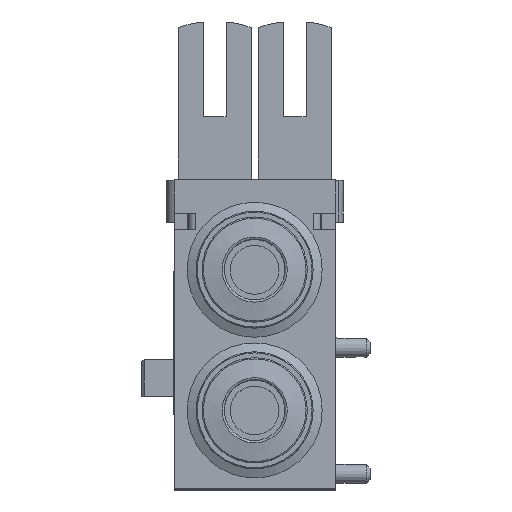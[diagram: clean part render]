
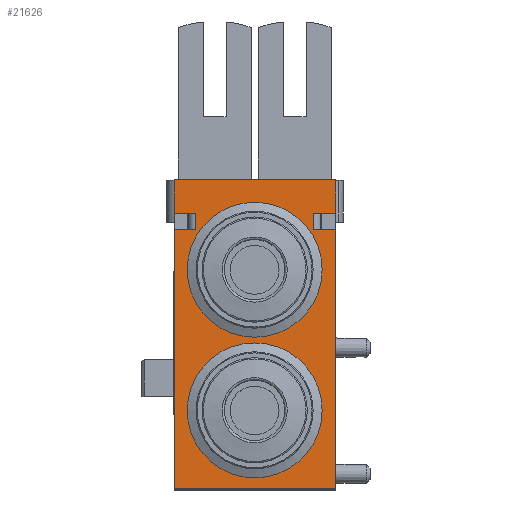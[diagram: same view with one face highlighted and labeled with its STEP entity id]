
A CAD part, top view. The second image highlights one B-rep face of the part: STEP entity #21626.
In plain terms, the highlighted planar face has unit normal (0, 0, 1).
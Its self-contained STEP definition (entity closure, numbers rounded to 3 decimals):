
#831=ORIENTED_EDGE('',*,*,#7051,.F.);
#832=ORIENTED_EDGE('',*,*,#7052,.F.);
#833=ORIENTED_EDGE('',*,*,#7053,.F.);
#834=ORIENTED_EDGE('',*,*,#7054,.F.);
#835=ORIENTED_EDGE('',*,*,#7055,.F.);
#836=ORIENTED_EDGE('',*,*,#7056,.F.);
#837=ORIENTED_EDGE('',*,*,#6851,.T.);
#838=ORIENTED_EDGE('',*,*,#7057,.T.);
#839=ORIENTED_EDGE('',*,*,#7058,.F.);
#840=ORIENTED_EDGE('',*,*,#7059,.F.);
#841=ORIENTED_EDGE('',*,*,#6870,.T.);
#842=ORIENTED_EDGE('',*,*,#7031,.F.);
#843=ORIENTED_EDGE('',*,*,#6891,.F.);
#844=ORIENTED_EDGE('',*,*,#7060,.F.);
#845=ORIENTED_EDGE('',*,*,#7061,.T.);
#846=ORIENTED_EDGE('',*,*,#7062,.T.);
#847=ORIENTED_EDGE('',*,*,#6910,.F.);
#848=ORIENTED_EDGE('',*,*,#7046,.T.);
#849=ORIENTED_EDGE('',*,*,#7063,.F.);
#850=ORIENTED_EDGE('',*,*,#7064,.F.);
#851=ORIENTED_EDGE('',*,*,#7065,.F.);
#852=ORIENTED_EDGE('',*,*,#7066,.F.);
#853=ORIENTED_EDGE('',*,*,#7067,.F.);
#854=ORIENTED_EDGE('',*,*,#7068,.F.);
#6851=EDGE_CURVE('',#9977,#9976,#11950,.T.);
#6870=EDGE_CURVE('',#9966,#9994,#11969,.T.);
#6891=EDGE_CURVE('',#10015,#10016,#11978,.T.);
#6910=EDGE_CURVE('',#10033,#10034,#11997,.T.);
#7031=EDGE_CURVE('',#10016,#9994,#12100,.T.);
#7046=EDGE_CURVE('',#10033,#9977,#12109,.T.);
#7051=EDGE_CURVE('',#10139,#10140,#12114,.T.);
#7052=EDGE_CURVE('',#10141,#10139,#12115,.T.);
#7053=EDGE_CURVE('',#10142,#10141,#12116,.T.);
#7054=EDGE_CURVE('',#10143,#10142,#12117,.T.);
#7055=EDGE_CURVE('',#10144,#10143,#12118,.T.);
#7056=EDGE_CURVE('',#10140,#10144,#12119,.T.);
#7057=EDGE_CURVE('',#9976,#10145,#12120,.T.);
#7058=EDGE_CURVE('',#10146,#10145,#12121,.T.);
#7059=EDGE_CURVE('',#9966,#10146,#12122,.T.);
#7060=EDGE_CURVE('',#10147,#10015,#12123,.T.);
#7061=EDGE_CURVE('',#10147,#10148,#12124,.T.);
#7062=EDGE_CURVE('',#10148,#10034,#12125,.T.);
#7063=EDGE_CURVE('',#10149,#10150,#12126,.T.);
#7064=EDGE_CURVE('',#10151,#10149,#12127,.T.);
#7065=EDGE_CURVE('',#10152,#10151,#12128,.T.);
#7066=EDGE_CURVE('',#10153,#10152,#12129,.T.);
#7067=EDGE_CURVE('',#10154,#10153,#12130,.T.);
#7068=EDGE_CURVE('',#10150,#10154,#12131,.T.);
#9966=VERTEX_POINT('',#30808);
#9976=VERTEX_POINT('',#30828);
#9977=VERTEX_POINT('',#30830);
#9994=VERTEX_POINT('',#30865);
#10015=VERTEX_POINT('',#30908);
#10016=VERTEX_POINT('',#30910);
#10033=VERTEX_POINT('',#30945);
#10034=VERTEX_POINT('',#30947);
#10139=VERTEX_POINT('',#31212);
#10140=VERTEX_POINT('',#31213);
#10141=VERTEX_POINT('',#31215);
#10142=VERTEX_POINT('',#31217);
#10143=VERTEX_POINT('',#31219);
#10144=VERTEX_POINT('',#31221);
#10145=VERTEX_POINT('',#31224);
#10146=VERTEX_POINT('',#31226);
#10147=VERTEX_POINT('',#31229);
#10148=VERTEX_POINT('',#31231);
#10149=VERTEX_POINT('',#31234);
#10150=VERTEX_POINT('',#31235);
#10151=VERTEX_POINT('',#31237);
#10152=VERTEX_POINT('',#31239);
#10153=VERTEX_POINT('',#31241);
#10154=VERTEX_POINT('',#31243);
#11950=LINE('',#30829,#14763);
#11969=LINE('',#30866,#14782);
#11978=LINE('',#30909,#14791);
#11997=LINE('',#30946,#14810);
#12100=LINE('',#31179,#14913);
#12109=LINE('',#31204,#14922);
#12114=LINE('',#31211,#14927);
#12115=LINE('',#31214,#14928);
#12116=LINE('',#31216,#14929);
#12117=LINE('',#31218,#14930);
#12118=LINE('',#31220,#14931);
#12119=LINE('',#31222,#14932);
#12120=LINE('',#31223,#14933);
#12121=LINE('',#31225,#14934);
#12122=LINE('',#31227,#14935);
#12123=LINE('',#31228,#14936);
#12124=LINE('',#31230,#14937);
#12125=LINE('',#31232,#14938);
#12126=LINE('',#31233,#14939);
#12127=LINE('',#31236,#14940);
#12128=LINE('',#31238,#14941);
#12129=LINE('',#31240,#14942);
#12130=LINE('',#31242,#14943);
#12131=LINE('',#31244,#14944);
#14763=VECTOR('',#24850,1000.);
#14782=VECTOR('',#24869,1000.);
#14791=VECTOR('',#24904,1000.);
#14810=VECTOR('',#24923,1000.);
#14913=VECTOR('',#25096,1000.);
#14922=VECTOR('',#25119,1000.);
#14927=VECTOR('',#25126,1000.);
#14928=VECTOR('',#25127,1000.);
#14929=VECTOR('',#25128,1000.);
#14930=VECTOR('',#25129,1000.);
#14931=VECTOR('',#25130,1000.);
#14932=VECTOR('',#25131,1000.);
#14933=VECTOR('',#25132,1000.);
#14934=VECTOR('',#25133,1000.);
#14935=VECTOR('',#25134,1000.);
#14936=VECTOR('',#25135,1000.);
#14937=VECTOR('',#25136,1000.);
#14938=VECTOR('',#25137,1000.);
#14939=VECTOR('',#25138,1000.);
#14940=VECTOR('',#25139,1000.);
#14941=VECTOR('',#25140,1000.);
#14942=VECTOR('',#25141,1000.);
#14943=VECTOR('',#25142,1000.);
#14944=VECTOR('',#25143,1000.);
#17586=EDGE_LOOP('',(#831,#832,#833,#834,#835,#836));
#17587=EDGE_LOOP('',(#837,#838,#839,#840,#841,#842,#843,#844,#845,#846,
#847,#848));
#17588=EDGE_LOOP('',(#849,#850,#851,#852,#853,#854));
#19081=FACE_BOUND('',#17586,.T.);
#19082=FACE_BOUND('',#17587,.T.);
#19083=FACE_BOUND('',#17588,.T.);
#20549=PLANE('',#23275);
#21626=ADVANCED_FACE('',(#19081,#19082,#19083),#20549,.F.);
#23275=AXIS2_PLACEMENT_3D('',#31210,#25124,#25125);
#24850=DIRECTION('',(0.,-1.,0.));
#24869=DIRECTION('',(0.,-1.,0.));
#24904=DIRECTION('',(0.,-1.,0.));
#24923=DIRECTION('',(0.,-1.,0.));
#25096=DIRECTION('',(-1.,0.,0.));
#25119=DIRECTION('',(-1.,0.,0.));
#25124=DIRECTION('',(0.,0.,-1.));
#25125=DIRECTION('',(0.,1.,0.));
#25126=DIRECTION('',(0.5,-0.866,0.));
#25127=DIRECTION('',(-0.5,-0.866,0.));
#25128=DIRECTION('',(-1.,0.,0.));
#25129=DIRECTION('',(-0.5,0.866,0.));
#25130=DIRECTION('',(0.5,0.866,0.));
#25131=DIRECTION('',(1.,0.,0.));
#25132=DIRECTION('',(1.,0.,0.));
#25133=DIRECTION('',(0.,1.,0.));
#25134=DIRECTION('',(1.,0.,0.));
#25135=DIRECTION('',(1.,0.,0.));
#25136=DIRECTION('',(0.,1.,0.));
#25137=DIRECTION('',(1.,0.,0.));
#25138=DIRECTION('',(0.5,-0.866,0.));
#25139=DIRECTION('',(-0.5,-0.866,0.));
#25140=DIRECTION('',(-1.,0.,0.));
#25141=DIRECTION('',(-0.5,0.866,0.));
#25142=DIRECTION('',(0.5,0.866,0.));
#25143=DIRECTION('',(1.,0.,0.));
#30808=CARTESIAN_POINT('',(-10.55,34.,0.));
#30828=CARTESIAN_POINT('',(-10.55,36.1,0.));
#30829=CARTESIAN_POINT('',(-10.55,40.5,0.));
#30830=CARTESIAN_POINT('',(-10.55,40.5,0.));
#30865=CARTESIAN_POINT('',(-10.55,0.,0.));
#30866=CARTESIAN_POINT('',(-10.55,40.5,0.));
#30908=CARTESIAN_POINT('',(10.65,34.,0.));
#30909=CARTESIAN_POINT('',(10.65,40.5,0.));
#30910=CARTESIAN_POINT('',(10.65,0.,0.));
#30945=CARTESIAN_POINT('',(10.65,40.5,0.));
#30946=CARTESIAN_POINT('',(10.65,40.5,0.));
#30947=CARTESIAN_POINT('',(10.65,36.1,0.));
#31179=CARTESIAN_POINT('',(10.65,0.,0.));
#31204=CARTESIAN_POINT('',(10.65,40.5,0.));
#31210=CARTESIAN_POINT('',(10.65,40.5,0.));
#31211=CARTESIAN_POINT('',(-8.66,28.7,0.));
#31212=CARTESIAN_POINT('',(-8.66,28.7,0.));
#31213=CARTESIAN_POINT('',(-4.33,21.2,0.));
#31214=CARTESIAN_POINT('',(-4.33,36.2,0.));
#31215=CARTESIAN_POINT('',(-4.33,36.2,0.));
#31216=CARTESIAN_POINT('',(4.33,36.2,0.));
#31217=CARTESIAN_POINT('',(4.33,36.2,0.));
#31218=CARTESIAN_POINT('',(8.66,28.7,0.));
#31219=CARTESIAN_POINT('',(8.66,28.7,0.));
#31220=CARTESIAN_POINT('',(4.33,21.2,0.));
#31221=CARTESIAN_POINT('',(4.33,21.2,0.));
#31222=CARTESIAN_POINT('',(-4.33,21.2,0.));
#31223=CARTESIAN_POINT('',(10.65,36.1,0.));
#31224=CARTESIAN_POINT('',(-7.7,36.1,0.));
#31225=CARTESIAN_POINT('',(-7.7,34.,0.));
#31226=CARTESIAN_POINT('',(-7.7,34.,0.));
#31227=CARTESIAN_POINT('',(10.65,34.,0.));
#31228=CARTESIAN_POINT('',(10.65,34.,0.));
#31229=CARTESIAN_POINT('',(7.7,34.,0.));
#31230=CARTESIAN_POINT('',(7.7,34.,0.));
#31231=CARTESIAN_POINT('',(7.7,36.1,0.));
#31232=CARTESIAN_POINT('',(10.65,36.1,0.));
#31233=CARTESIAN_POINT('',(-8.66,10.25,0.));
#31234=CARTESIAN_POINT('',(-8.66,10.25,0.));
#31235=CARTESIAN_POINT('',(-4.33,2.75,0.));
#31236=CARTESIAN_POINT('',(-4.33,17.75,0.));
#31237=CARTESIAN_POINT('',(-4.33,17.75,0.));
#31238=CARTESIAN_POINT('',(4.33,17.75,0.));
#31239=CARTESIAN_POINT('',(4.33,17.75,0.));
#31240=CARTESIAN_POINT('',(8.66,10.25,0.));
#31241=CARTESIAN_POINT('',(8.66,10.25,0.));
#31242=CARTESIAN_POINT('',(4.33,2.75,0.));
#31243=CARTESIAN_POINT('',(4.33,2.75,0.));
#31244=CARTESIAN_POINT('',(-4.33,2.75,0.));
